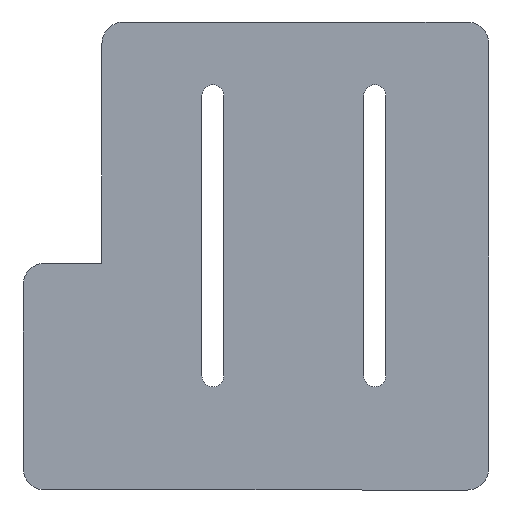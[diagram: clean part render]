
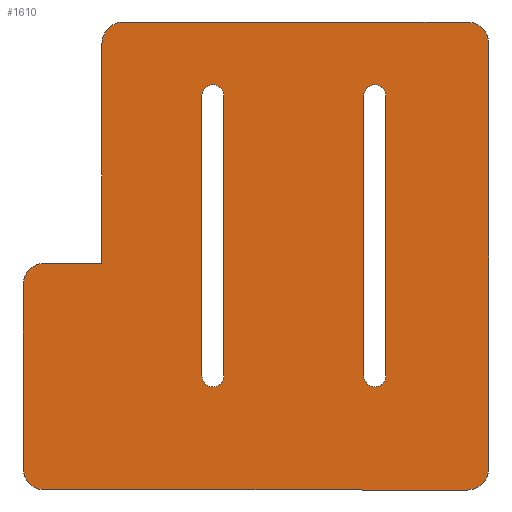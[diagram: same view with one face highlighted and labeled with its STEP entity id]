
A CAD part, front view. The second image highlights one B-rep face of the part: STEP entity #1610.
In plain terms, the highlighted planar face has unit normal (0, -1, 0).
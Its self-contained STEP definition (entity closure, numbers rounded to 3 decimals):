
#28=FACE_BOUND('',#340,.T.);
#29=FACE_BOUND('',#341,.T.);
#36=CIRCLE('',#1628,2.5);
#38=CIRCLE('',#1632,2.5);
#40=CIRCLE('',#1636,2.5);
#42=CIRCLE('',#1640,2.5);
#66=CIRCLE('',#1678,5.);
#67=CIRCLE('',#1681,5.);
#68=CIRCLE('',#1684,5.);
#69=CIRCLE('',#1688,5.);
#70=CIRCLE('',#1691,5.);
#241=FACE_OUTER_BOUND('',#339,.T.);
#339=EDGE_LOOP('',(#1457,#1458,#1459,#1460,#1461,#1462,#1463,#1464,#1465,
#1466,#1467));
#340=EDGE_LOOP('',(#1468,#1469,#1470,#1471));
#341=EDGE_LOOP('',(#1472,#1473,#1474,#1475));
#342=LINE('',#2294,#491);
#347=LINE('',#2308,#496);
#350=LINE('',#2318,#499);
#355=LINE('',#2332,#504);
#375=LINE('',#2423,#524);
#378=LINE('',#2431,#527);
#381=LINE('',#2439,#530);
#383=LINE('',#2443,#532);
#386=LINE('',#2451,#535);
#388=LINE('',#2457,#537);
#491=VECTOR('',#1802,10.);
#496=VECTOR('',#1815,10.);
#499=VECTOR('',#1826,10.);
#504=VECTOR('',#1839,10.);
#524=VECTOR('',#1941,10.);
#527=VECTOR('',#1950,10.);
#530=VECTOR('',#1959,10.);
#532=VECTOR('',#1963,10.);
#535=VECTOR('',#1972,10.);
#537=VECTOR('',#1980,10.);
#640=VERTEX_POINT('',#2292);
#641=VERTEX_POINT('',#2293);
#644=VERTEX_POINT('',#2301);
#646=VERTEX_POINT('',#2307);
#648=VERTEX_POINT('',#2316);
#649=VERTEX_POINT('',#2317);
#652=VERTEX_POINT('',#2325);
#654=VERTEX_POINT('',#2331);
#682=VERTEX_POINT('',#2415);
#683=VERTEX_POINT('',#2417);
#684=VERTEX_POINT('',#2421);
#685=VERTEX_POINT('',#2425);
#686=VERTEX_POINT('',#2429);
#687=VERTEX_POINT('',#2433);
#688=VERTEX_POINT('',#2437);
#689=VERTEX_POINT('',#2441);
#690=VERTEX_POINT('',#2445);
#691=VERTEX_POINT('',#2449);
#692=VERTEX_POINT('',#2453);
#789=EDGE_CURVE('',#640,#641,#342,.T.);
#793=EDGE_CURVE('',#641,#644,#36,.T.);
#796=EDGE_CURVE('',#644,#646,#347,.T.);
#799=EDGE_CURVE('',#646,#640,#38,.T.);
#801=EDGE_CURVE('',#648,#649,#350,.T.);
#805=EDGE_CURVE('',#649,#652,#40,.T.);
#808=EDGE_CURVE('',#652,#654,#355,.T.);
#811=EDGE_CURVE('',#654,#648,#42,.T.);
#851=EDGE_CURVE('',#683,#682,#66,.T.);
#854=EDGE_CURVE('',#682,#684,#375,.T.);
#856=EDGE_CURVE('',#684,#685,#67,.T.);
#858=EDGE_CURVE('',#685,#686,#378,.T.);
#860=EDGE_CURVE('',#686,#687,#68,.T.);
#862=EDGE_CURVE('',#687,#688,#381,.T.);
#864=EDGE_CURVE('',#688,#689,#383,.T.);
#866=EDGE_CURVE('',#689,#690,#69,.T.);
#868=EDGE_CURVE('',#690,#691,#386,.T.);
#870=EDGE_CURVE('',#691,#692,#70,.T.);
#871=EDGE_CURVE('',#692,#683,#388,.T.);
#1457=ORIENTED_EDGE('',*,*,#862,.T.);
#1458=ORIENTED_EDGE('',*,*,#864,.T.);
#1459=ORIENTED_EDGE('',*,*,#866,.T.);
#1460=ORIENTED_EDGE('',*,*,#868,.T.);
#1461=ORIENTED_EDGE('',*,*,#870,.T.);
#1462=ORIENTED_EDGE('',*,*,#871,.T.);
#1463=ORIENTED_EDGE('',*,*,#851,.T.);
#1464=ORIENTED_EDGE('',*,*,#854,.T.);
#1465=ORIENTED_EDGE('',*,*,#856,.T.);
#1466=ORIENTED_EDGE('',*,*,#858,.T.);
#1467=ORIENTED_EDGE('',*,*,#860,.T.);
#1468=ORIENTED_EDGE('',*,*,#789,.T.);
#1469=ORIENTED_EDGE('',*,*,#793,.T.);
#1470=ORIENTED_EDGE('',*,*,#796,.T.);
#1471=ORIENTED_EDGE('',*,*,#799,.T.);
#1472=ORIENTED_EDGE('',*,*,#801,.T.);
#1473=ORIENTED_EDGE('',*,*,#805,.T.);
#1474=ORIENTED_EDGE('',*,*,#808,.T.);
#1475=ORIENTED_EDGE('',*,*,#811,.T.);
#1521=PLANE('',#1794);
#1610=ADVANCED_FACE('',(#241,#28,#29),#1521,.F.);
#1628=AXIS2_PLACEMENT_3D('',#2302,#1808,#1809);
#1632=AXIS2_PLACEMENT_3D('',#2313,#1820,#1821);
#1636=AXIS2_PLACEMENT_3D('',#2326,#1832,#1833);
#1640=AXIS2_PLACEMENT_3D('',#2337,#1844,#1845);
#1678=AXIS2_PLACEMENT_3D('',#2418,#1935,#1936);
#1681=AXIS2_PLACEMENT_3D('',#2427,#1945,#1946);
#1684=AXIS2_PLACEMENT_3D('',#2435,#1954,#1955);
#1688=AXIS2_PLACEMENT_3D('',#2447,#1967,#1968);
#1691=AXIS2_PLACEMENT_3D('',#2455,#1976,#1977);
#1794=AXIS2_PLACEMENT_3D('',#2757,#2285,#2286);
#1802=DIRECTION('',(0.,0.,1.));
#1808=DIRECTION('center_axis',(0.,1.,0.));
#1809=DIRECTION('ref_axis',(-1.,0.,0.));
#1815=DIRECTION('',(0.,0.,-1.));
#1820=DIRECTION('center_axis',(0.,1.,0.));
#1821=DIRECTION('ref_axis',(1.,0.,0.));
#1826=DIRECTION('',(0.,0.,1.));
#1832=DIRECTION('center_axis',(0.,1.,0.));
#1833=DIRECTION('ref_axis',(-1.,0.,0.));
#1839=DIRECTION('',(0.,0.,-1.));
#1844=DIRECTION('center_axis',(0.,1.,0.));
#1845=DIRECTION('ref_axis',(1.,0.,0.));
#1935=DIRECTION('center_axis',(0.,-1.,0.));
#1936=DIRECTION('ref_axis',(1.,0.,0.));
#1941=DIRECTION('',(0.,0.,1.));
#1945=DIRECTION('center_axis',(0.,-1.,0.));
#1946=DIRECTION('ref_axis',(0.,0.,1.));
#1950=DIRECTION('',(-1.,0.,0.));
#1954=DIRECTION('center_axis',(0.,-1.,0.));
#1955=DIRECTION('ref_axis',(-1.,0.,0.));
#1959=DIRECTION('',(0.,0.,-1.));
#1963=DIRECTION('',(-1.,0.,0.));
#1967=DIRECTION('center_axis',(0.,-1.,0.));
#1968=DIRECTION('ref_axis',(-1.,0.,0.));
#1972=DIRECTION('',(0.,0.,-1.));
#1976=DIRECTION('center_axis',(0.,-1.,0.));
#1977=DIRECTION('ref_axis',(0.,0.,-1.));
#1980=DIRECTION('',(1.,0.,0.));
#2285=DIRECTION('center_axis',(0.,1.,0.));
#2286=DIRECTION('ref_axis',(1.,0.,0.));
#2292=CARTESIAN_POINT('',(33.367,-17.,18.55));
#2293=CARTESIAN_POINT('',(33.367,-17.,82.61));
#2294=CARTESIAN_POINT('',(33.367,-17.,64.292));
#2301=CARTESIAN_POINT('',(38.367,-17.,82.61));
#2302=CARTESIAN_POINT('Origin',(35.867,-17.,82.61));
#2307=CARTESIAN_POINT('',(38.367,-17.,18.55));
#2308=CARTESIAN_POINT('',(38.367,-17.,32.262));
#2313=CARTESIAN_POINT('Origin',(35.867,-17.,18.55));
#2316=CARTESIAN_POINT('',(70.367,-17.,18.55));
#2317=CARTESIAN_POINT('',(70.367,-17.,82.61));
#2318=CARTESIAN_POINT('',(70.367,-17.,64.292));
#2325=CARTESIAN_POINT('',(75.367,-17.,82.61));
#2326=CARTESIAN_POINT('Origin',(72.867,-17.,82.61));
#2331=CARTESIAN_POINT('',(75.367,-17.,18.55));
#2332=CARTESIAN_POINT('',(75.367,-17.,32.262));
#2337=CARTESIAN_POINT('Origin',(72.867,-17.,18.55));
#2415=CARTESIAN_POINT('',(98.964,-17.,-2.524));
#2417=CARTESIAN_POINT('',(93.964,-17.,-7.524));
#2418=CARTESIAN_POINT('Origin',(93.964,-17.,-2.524));
#2421=CARTESIAN_POINT('',(98.964,-17.,94.472));
#2423=CARTESIAN_POINT('',(98.964,-17.,94.472));
#2425=CARTESIAN_POINT('',(93.964,-17.,99.472));
#2427=CARTESIAN_POINT('Origin',(93.964,-17.,94.472));
#2429=CARTESIAN_POINT('',(15.51,-17.,99.472));
#2431=CARTESIAN_POINT('',(15.51,-17.,99.472));
#2433=CARTESIAN_POINT('',(10.51,-17.,94.472));
#2435=CARTESIAN_POINT('Origin',(15.51,-17.,94.472));
#2437=CARTESIAN_POINT('',(10.51,-17.,44.354));
#2439=CARTESIAN_POINT('',(10.51,-17.,91.694));
#2441=CARTESIAN_POINT('',(-2.524,-17.,44.354));
#2443=CARTESIAN_POINT('',(-2.524,-17.,44.354));
#2445=CARTESIAN_POINT('',(-7.524,-17.,39.354));
#2447=CARTESIAN_POINT('Origin',(-2.524,-17.,39.354));
#2449=CARTESIAN_POINT('',(-7.524,-17.,-2.524));
#2451=CARTESIAN_POINT('',(-7.524,-17.,0.));
#2453=CARTESIAN_POINT('',(-2.524,-17.,-7.524));
#2455=CARTESIAN_POINT('Origin',(-2.524,-17.,-2.524));
#2457=CARTESIAN_POINT('',(91.186,-17.,-7.524));
#2757=CARTESIAN_POINT('Origin',(45.72,-17.,45.974));
